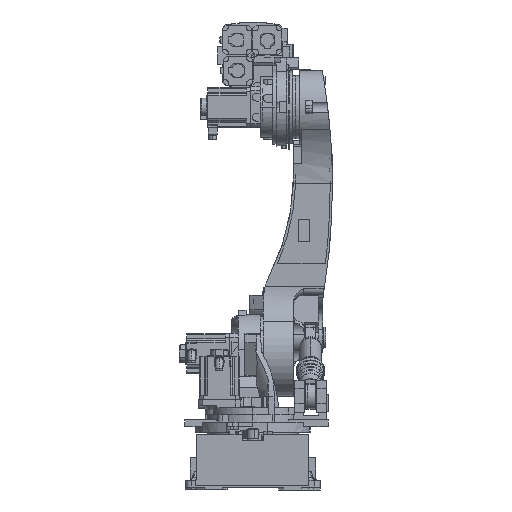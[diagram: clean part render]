
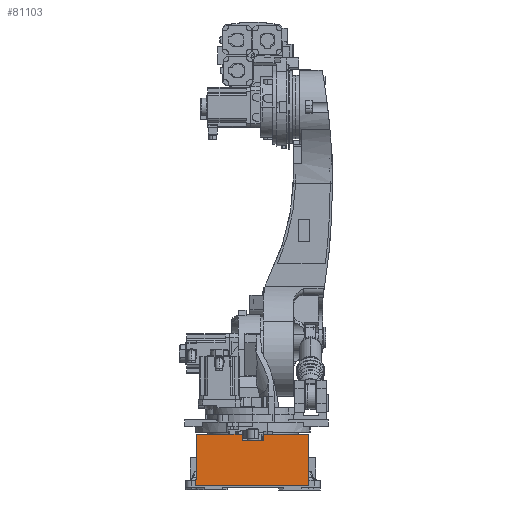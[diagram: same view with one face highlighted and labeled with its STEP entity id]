
A CAD part, left-side view. The second image highlights one B-rep face of the part: STEP entity #81103.
In plain terms, the highlighted planar face has unit normal (-1, 0, 0).
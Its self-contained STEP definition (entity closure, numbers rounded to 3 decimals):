
#61 = VERTEX_POINT ( 'NONE', #58938 ) ;
#8039 = CARTESIAN_POINT ( 'NONE',  ( -455., 40., -250. ) ) ;
#8229 = CARTESIAN_POINT ( 'NONE',  ( -455., 240., -48. ) ) ;
#8773 = CARTESIAN_POINT ( 'NONE',  ( -455., 40., -255. ) ) ;
#10225 = PLANE ( 'NONE',  #44554 ) ;
#10971 = CARTESIAN_POINT ( 'NONE',  ( -455., 215., 43. ) ) ;
#11982 = VERTEX_POINT ( 'NONE', #50701 ) ;
#14927 = VECTOR ( 'NONE', #46244, 1000. ) ;
#15421 = CARTESIAN_POINT ( 'NONE',  ( -455., 240., -250. ) ) ;
#15562 = VECTOR ( 'NONE', #29588, 1000. ) ;
#16330 = FACE_OUTER_BOUND ( 'NONE', #93813, .T. ) ;
#17929 = DIRECTION ( 'NONE',  ( -1., 0., 0. ) ) ;
#18868 = EDGE_CURVE ( 'NONE', #64736, #93496, #71659, .T. ) ;
#19403 = ORIENTED_EDGE ( 'NONE', *, *, #49525, .T. ) ;
#19729 = VECTOR ( 'NONE', #66443, 1000. ) ;
#22825 = DIRECTION ( 'NONE',  ( 0., 0., -1. ) ) ;
#23310 = EDGE_CURVE ( 'NONE', #46900, #32724, #35278, .T. ) ;
#25440 = ORIENTED_EDGE ( 'NONE', *, *, #40080, .T. ) ;
#28670 = EDGE_CURVE ( 'NONE', #32724, #39097, #57920, .T. ) ;
#29588 = DIRECTION ( 'NONE',  ( 0., -1., 0. ) ) ;
#30786 = LINE ( 'NONE', #8039, #89146 ) ;
#32367 = VERTEX_POINT ( 'NONE', #91351 ) ;
#32724 = VERTEX_POINT ( 'NONE', #58608 ) ;
#33882 = DIRECTION ( 'NONE',  ( 0., -1., 0. ) ) ;
#35278 = LINE ( 'NONE', #76566, #14927 ) ;
#35378 = CARTESIAN_POINT ( 'NONE',  ( -455., 40., -260. ) ) ;
#35715 = LINE ( 'NONE', #10971, #73833 ) ;
#36892 = ORIENTED_EDGE ( 'NONE', *, *, #53601, .T. ) ;
#37226 = LINE ( 'NONE', #95388, #52694 ) ;
#37511 = LINE ( 'NONE', #89800, #88725 ) ;
#37559 = CARTESIAN_POINT ( 'NONE',  ( -455., 40., -250. ) ) ;
#38599 = EDGE_CURVE ( 'NONE', #39097, #11982, #37511, .T. ) ;
#39097 = VERTEX_POINT ( 'NONE', #96815 ) ;
#40080 = EDGE_CURVE ( 'NONE', #49893, #85714, #62312, .T. ) ;
#42056 = DIRECTION ( 'NONE',  ( 0., 1., 0. ) ) ;
#43017 = DIRECTION ( 'NONE',  ( 0., 0., -1. ) ) ;
#44089 = EDGE_CURVE ( 'NONE', #32367, #49893, #37226, .T. ) ;
#44554 = AXIS2_PLACEMENT_3D ( 'NONE', #63654, #17929, #71295 ) ;
#46244 = DIRECTION ( 'NONE',  ( 0., 0., 1. ) ) ;
#46900 = VERTEX_POINT ( 'NONE', #84590 ) ;
#48471 = EDGE_CURVE ( 'NONE', #11982, #61, #96749, .T. ) ;
#49525 = EDGE_CURVE ( 'NONE', #61, #32367, #35715, .T. ) ;
#49893 = VERTEX_POINT ( 'NONE', #8229 ) ;
#50701 = CARTESIAN_POINT ( 'NONE',  ( -455., 240., 48. ) ) ;
#52210 = CARTESIAN_POINT ( 'NONE',  ( -455., 215., 48. ) ) ;
#52694 = VECTOR ( 'NONE', #42056, 1000. ) ;
#53601 = EDGE_CURVE ( 'NONE', #93496, #46900, #54074, .T. ) ;
#54074 = LINE ( 'NONE', #79496, #76747 ) ;
#54928 = ORIENTED_EDGE ( 'NONE', *, *, #48471, .T. ) ;
#57920 = LINE ( 'NONE', #81717, #19729 ) ;
#58608 = CARTESIAN_POINT ( 'NONE',  ( -455., 10., 250. ) ) ;
#58938 = CARTESIAN_POINT ( 'NONE',  ( -455., 215., 48. ) ) ;
#62312 = LINE ( 'NONE', #76118, #75349 ) ;
#63654 = CARTESIAN_POINT ( 'NONE',  ( -455., -40.677, -305.94 ) ) ;
#64736 = VERTEX_POINT ( 'NONE', #37559 ) ;
#66296 = ORIENTED_EDGE ( 'NONE', *, *, #93946, .T. ) ;
#66443 = DIRECTION ( 'NONE',  ( 0., 1., 0. ) ) ;
#67181 = DIRECTION ( 'NONE',  ( 0., 0., -1. ) ) ;
#69113 = DIRECTION ( 'NONE',  ( 0., -1., 0. ) ) ;
#69299 = VECTOR ( 'NONE', #43017, 1000. ) ;
#69506 = ORIENTED_EDGE ( 'NONE', *, *, #44089, .T. ) ;
#71295 = DIRECTION ( 'NONE',  ( 0., 0., 1. ) ) ;
#71659 = LINE ( 'NONE', #35378, #69299 ) ;
#71757 = ORIENTED_EDGE ( 'NONE', *, *, #18868, .T. ) ;
#73833 = VECTOR ( 'NONE', #79365, 1000. ) ;
#74575 = ORIENTED_EDGE ( 'NONE', *, *, #38599, .T. ) ;
#75043 = ORIENTED_EDGE ( 'NONE', *, *, #28670, .T. ) ;
#75349 = VECTOR ( 'NONE', #22825, 1000. ) ;
#76118 = CARTESIAN_POINT ( 'NONE',  ( -455., 240., 250. ) ) ;
#76566 = CARTESIAN_POINT ( 'NONE',  ( -455., 10., -250. ) ) ;
#76747 = VECTOR ( 'NONE', #33882, 1000. ) ;
#79365 = DIRECTION ( 'NONE',  ( 0., 0., -1. ) ) ;
#79496 = CARTESIAN_POINT ( 'NONE',  ( -455., -40.677, -255. ) ) ;
#81103 = ADVANCED_FACE ( 'NONE', ( #16330 ), #10225, .T. ) ;
#81717 = CARTESIAN_POINT ( 'NONE',  ( -455., 40., 250. ) ) ;
#84542 = ORIENTED_EDGE ( 'NONE', *, *, #23310, .T. ) ;
#84590 = CARTESIAN_POINT ( 'NONE',  ( -455., 10., -255. ) ) ;
#85714 = VERTEX_POINT ( 'NONE', #15421 ) ;
#88725 = VECTOR ( 'NONE', #67181, 1000. ) ;
#89146 = VECTOR ( 'NONE', #69113, 1000. ) ;
#89800 = CARTESIAN_POINT ( 'NONE',  ( -455., 240., 250. ) ) ;
#91351 = CARTESIAN_POINT ( 'NONE',  ( -455., 215., -48. ) ) ;
#93496 = VERTEX_POINT ( 'NONE', #8773 ) ;
#93813 = EDGE_LOOP ( 'NONE', ( #71757, #36892, #84542, #75043, #74575, #54928, #19403, #69506, #25440, #66296 ) ) ;
#93946 = EDGE_CURVE ( 'NONE', #85714, #64736, #30786, .T. ) ;
#95388 = CARTESIAN_POINT ( 'NONE',  ( -455., 215., -48. ) ) ;
#96749 = LINE ( 'NONE', #52210, #15562 ) ;
#96815 = CARTESIAN_POINT ( 'NONE',  ( -455., 240., 250. ) ) ;
